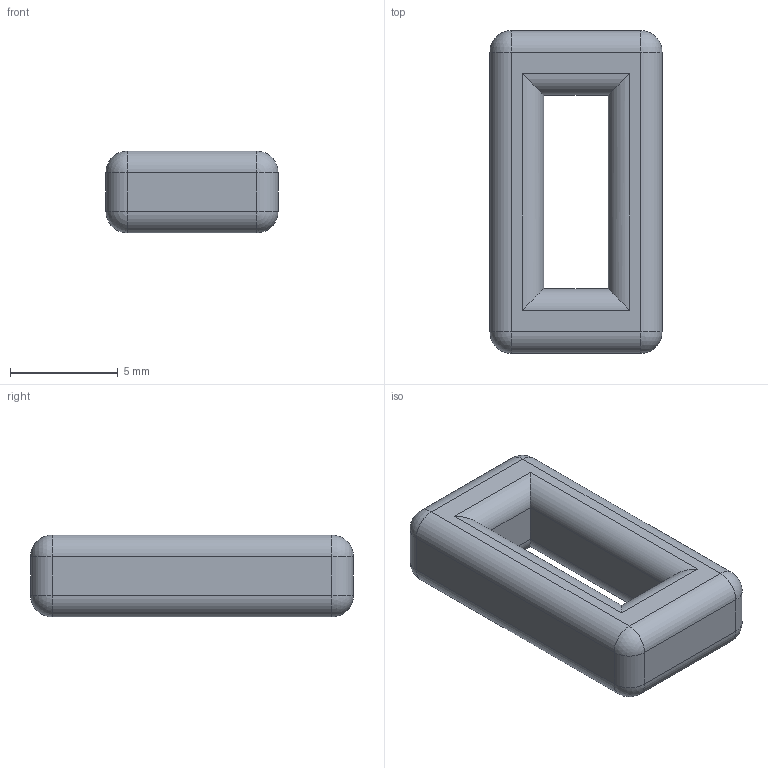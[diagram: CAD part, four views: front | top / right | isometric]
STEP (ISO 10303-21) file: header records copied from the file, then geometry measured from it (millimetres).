
FILE_DESCRIPTION(/* description */ (''),/* implementation_level */ '2;1');
FILE_NAME(/* name */ 'Navitje.ipt.step',/* time_stamp */ '2022-11-29T08:41:19+01:00',/* author */ ('diederichbenedict'),/* organization */ (''),/* preprocessor_version */ 'ST-DEVELOPER v18.1',/* originating_system */ 'Autodesk Inventor 2022',/* authorisation */ '');
FILE_SCHEMA (('AUTOMOTIVE_DESIGN { 1 0 10303 214 3 1 1 }'));
Length unit declared in the file: millimetre
Products named in the file (1): Navitje
Bounding box: 8 x 15 x 3.8 mm (x, y, z)
Volume: 320.7 mm3; surface area: 385.4 mm2
Topology: 1 solids, 1 shells, 38 faces, 84 edges, 40 vertices
Faces by surface type: cylinder 20, plane 10, sphere 8
Entity records: 1010 total; most frequent: DIRECTION 186, CARTESIAN_POINT 155, ORIENTED_EDGE 152, EDGE_CURVE 76, AXIS2_PLACEMENT_3D 71, LINE 44, VECTOR 44, EDGE_LOOP 40
